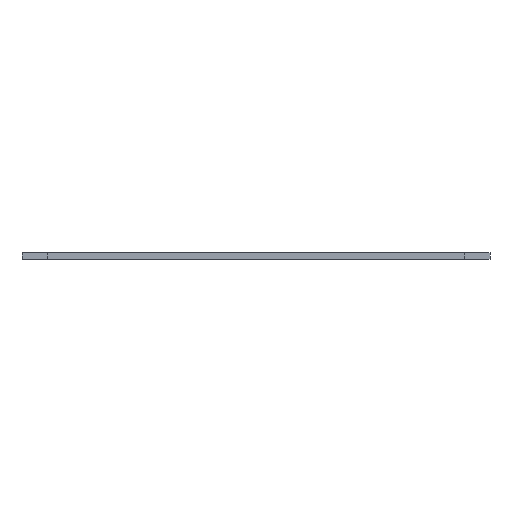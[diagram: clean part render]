
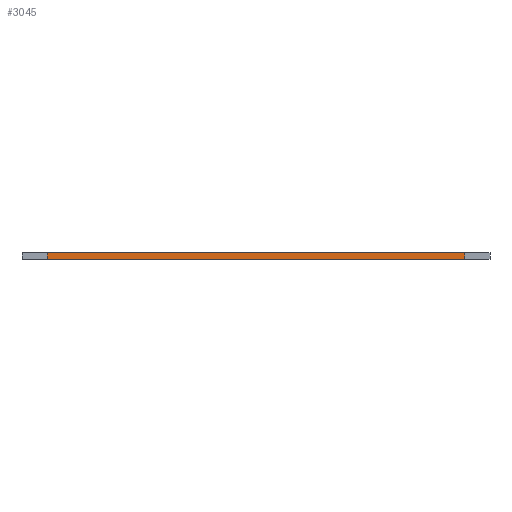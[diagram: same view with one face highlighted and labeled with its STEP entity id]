
A CAD part, left-side view. The second image highlights one B-rep face of the part: STEP entity #3045.
In plain terms, the highlighted planar face has unit normal (-1, 0, 0).
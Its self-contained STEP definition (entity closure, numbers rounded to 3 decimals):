
#924=CARTESIAN_POINT('',(318.034,217.276,-1.6));
#925=VERTEX_POINT('',#924);
#932=CARTESIAN_POINT('',(318.034,316.266,-1.6));
#933=VERTEX_POINT('',#932);
#934=CARTESIAN_POINT('',(318.034,316.266,-1.6));
#935=DIRECTION('',(0.0,-1.0,0.0));
#936=VECTOR('',#935,98.99);
#937=LINE('',#934,#936);
#938=EDGE_CURVE('',#933,#925,#937,.T.);
#1367=CARTESIAN_POINT('',(318.034,311.277,0.0));
#1368=VERTEX_POINT('',#1367);
#1375=CARTESIAN_POINT('',(318.034,222.377,0.0));
#1376=VERTEX_POINT('',#1375);
#1377=CARTESIAN_POINT('',(318.034,311.277,0.0));
#1378=DIRECTION('',(0.0,-1.0,0.0));
#1379=VECTOR('',#1378,88.9);
#1380=LINE('',#1377,#1379);
#1381=EDGE_CURVE('',#1368,#1376,#1380,.T.);
#2713=CARTESIAN_POINT('',(318.034,316.266,-0.01));
#2714=VERTEX_POINT('',#2713);
#2715=CARTESIAN_POINT('',(318.034,316.266,-1.6));
#2716=DIRECTION('',(0.0,0.0,1.0));
#2717=VECTOR('',#2716,1.59);
#2718=LINE('',#2715,#2717);
#2719=EDGE_CURVE('',#933,#2714,#2718,.T.);
#2987=CARTESIAN_POINT('',(318.034,217.276,-0.01));
#2988=VERTEX_POINT('',#2987);
#2995=CARTESIAN_POINT('',(318.034,217.276,-1.6));
#2996=DIRECTION('',(0.0,0.0,1.0));
#2997=VECTOR('',#2996,1.59);
#2998=LINE('',#2995,#2997);
#2999=EDGE_CURVE('',#925,#2988,#2998,.T.);
#3006=CARTESIAN_POINT('',(318.034,221.086,-1.6));
#3007=DIRECTION('',(-1.0,0.0,0.0));
#3008=DIRECTION('',(0.0,0.0,1.0));
#3009=AXIS2_PLACEMENT_3D('',#3006,#3007,#3008);
#3010=PLANE('',#3009);
#3011=CARTESIAN_POINT('',(318.034,222.377,-0.01));
#3012=VERTEX_POINT('',#3011);
#3013=CARTESIAN_POINT('',(318.034,222.377,0.0));
#3014=DIRECTION('',(0.0,0.0,-1.0));
#3015=VECTOR('',#3014,0.01);
#3016=LINE('',#3013,#3015);
#3017=EDGE_CURVE('',#1376,#3012,#3016,.T.);
#3018=ORIENTED_EDGE('',*,*,#3017,.F.);
#3019=ORIENTED_EDGE('',*,*,#1381,.F.);
#3020=CARTESIAN_POINT('',(318.034,311.277,-0.01));
#3021=VERTEX_POINT('',#3020);
#3022=CARTESIAN_POINT('',(318.034,311.277,-0.01));
#3023=DIRECTION('',(0.0,0.0,1.0));
#3024=VECTOR('',#3023,0.01);
#3025=LINE('',#3022,#3024);
#3026=EDGE_CURVE('',#3021,#1368,#3025,.T.);
#3027=ORIENTED_EDGE('',*,*,#3026,.F.);
#3028=CARTESIAN_POINT('',(318.034,311.277,-0.01));
#3029=DIRECTION('',(0.0,1.0,0.0));
#3030=VECTOR('',#3029,4.989);
#3031=LINE('',#3028,#3030);
#3032=EDGE_CURVE('',#3021,#2714,#3031,.T.);
#3033=ORIENTED_EDGE('',*,*,#3032,.T.);
#3034=ORIENTED_EDGE('',*,*,#2719,.F.);
#3035=ORIENTED_EDGE('',*,*,#938,.T.);
#3036=ORIENTED_EDGE('',*,*,#2999,.T.);
#3037=CARTESIAN_POINT('',(318.034,222.377,-0.01));
#3038=DIRECTION('',(0.0,-1.0,0.0));
#3039=VECTOR('',#3038,5.101);
#3040=LINE('',#3037,#3039);
#3041=EDGE_CURVE('',#3012,#2988,#3040,.T.);
#3042=ORIENTED_EDGE('',*,*,#3041,.F.);
#3043=EDGE_LOOP('',(#3018,#3019,#3027,#3033,#3034,#3035,#3036,#3042));
#3044=FACE_OUTER_BOUND('',#3043,.T.);
#3045=ADVANCED_FACE('',(#3044),#3010,.T.);
